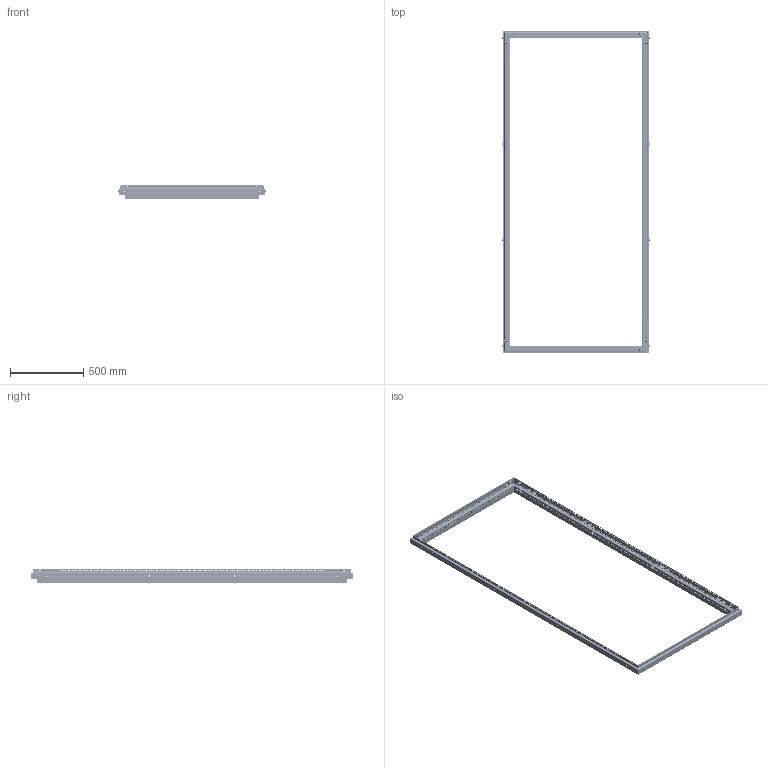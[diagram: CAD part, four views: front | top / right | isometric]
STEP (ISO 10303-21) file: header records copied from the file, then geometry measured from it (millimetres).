
FILE_DESCRIPTION (( 'STEP AP214' ), '1' );
FILE_NAME ('Ñâàðíàÿ ðàìà W1000H2200.STEP', '2024-08-14T06:20:47', ( '' ), ( '' ), 'SwSTEP 2.0', 'SolidWorks 2021', '' );
FILE_SCHEMA (( 'AUTOMOTIVE_DESIGN' ));
Length unit declared in the file: millimetre
Products named in the file (11): Çàêëåïêà ðåçüáîâàÿ Ì8 øåñòèãðàííàÿ ñ óìåíüøåííûì áîðòîì; Áîêîâîé ïðîôèëü2 H2200; Áîáûøêà; Ñâàðíàÿ ðàìà W1000H2200; 600.000; Áîêîâîé ïðîôèëü H2200; Ãîðèçîíòàëüíûé ïðîôèëü1 W1000; Ãîðèçîíòàëüíûé ïðîôèëü W1000; Ãîðèçîíòàëüíûé ïðîôèëü2 W1000; Çàêëåïêà ðåçüáîâàÿ Ì6 øåñòèãðàííàÿ ñ óìåíüøåííûì áîðòîì; Áîêîâîé ïðîôèëü1 H2200
Assembly tree (46 placements, depth 3):
  Ñâàðíàÿ ðàìà W1000H2200
    Ãîðèçîíòàëüíûé ïðîôèëü W1000  x2
      Ãîðèçîíòàëüíûé ïðîôèëü1 W1000
      Ãîðèçîíòàëüíûé ïðîôèëü2 W1000
      600.000
      Áîáûøêà
    Áîêîâîé ïðîôèëü H2200  x2
      Áîêîâîé ïðîôèëü1 H2200
      Áîêîâîé ïðîôèëü2 H2200
    Çàêëåïêà ðåçüáîâàÿ Ì8 øåñòèãðàííàÿ ñ óìåíüøåííûì áîðòîì  x8
    Çàêëåïêà ðåçüáîâàÿ Ì6 øåñòèãðàííàÿ ñ óìåíüøåííûì áîðòîì  x26
Bounding box: 1001.2 x 2196 x 89.35 mm (x, y, z)
Volume: 2748162.2 mm3; surface area: 2858718.7 mm2
Topology: 50 solids, 50 shells, 6290 faces, 17948 edges, 11780 vertices
Faces by surface type: plane 3722, cylinder 2218, cone 212, bspline 138
Entity records: 87198 total; most frequent: CARTESIAN_POINT 19699, ORIENTED_EDGE 13998, DIRECTION 13067, EDGE_CURVE 6999, VECTOR 5419, LINE 5419, VERTEX_POINT 4622, AXIS2_PLACEMENT_3D 3824
